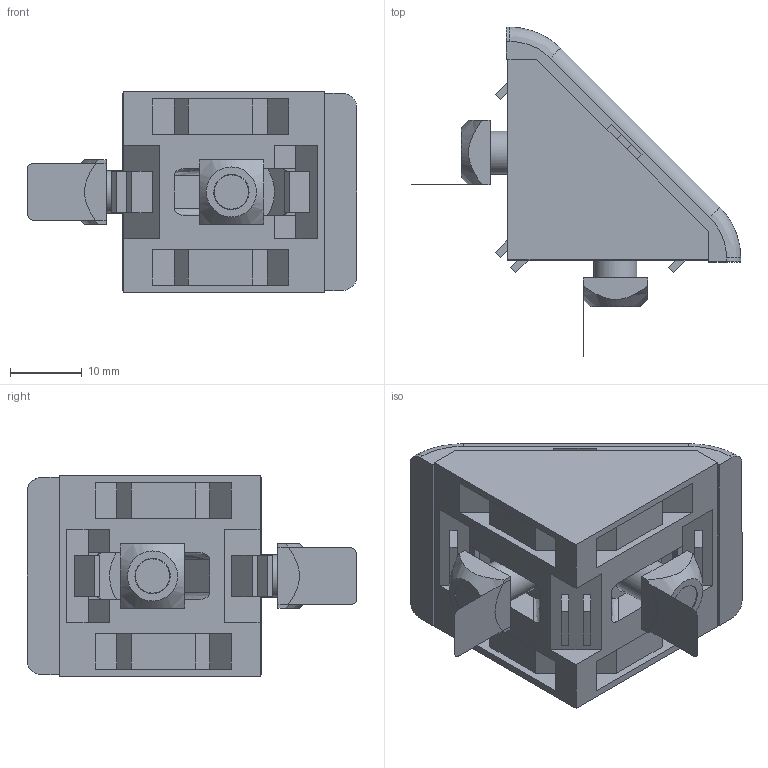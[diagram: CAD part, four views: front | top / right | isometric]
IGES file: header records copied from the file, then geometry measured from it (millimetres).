
Global section: file name: K-302828-1Z; native system: Autodesk Inventor 2021; preprocessor: unknown; author: Navara; date: 20230120.110121; units: millimetre
Bounding box: 46 x 46 x 28 mm (x, y, z)
Volume: 11809.7 mm3; surface area: 11100.7 mm2
Topology: 8 solids, 8 shells, 212 faces, 558 edges, 374 vertices
Faces by surface type: bspline 212
